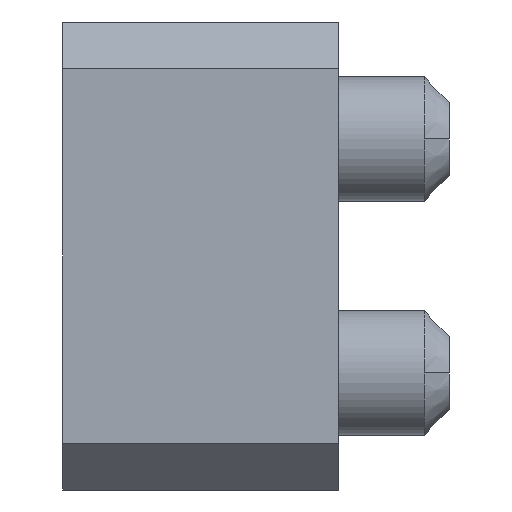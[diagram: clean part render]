
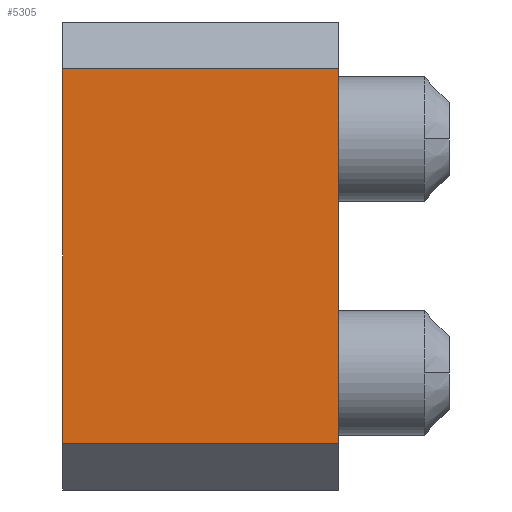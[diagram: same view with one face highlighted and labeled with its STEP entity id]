
A CAD part, left-side view. The second image highlights one B-rep face of the part: STEP entity #5305.
In plain terms, the highlighted planar face has unit normal (-1, 0, 0).
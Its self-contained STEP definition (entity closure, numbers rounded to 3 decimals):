
#2736=CARTESIAN_POINT('',(20.32,0.,2.03));
#2737=VERTEX_POINT('',#2736);
#2747=CARTESIAN_POINT('',(20.32,0.,-2.03));
#2748=VERTEX_POINT('',#2747);
#2749=CARTESIAN_POINT('',(20.32,0.,2.03));
#2750=DIRECTION('',(0.,0.,-1.));
#2751=VECTOR('',#2750,4.06);
#2752=LINE('',#2749,#2751);
#2753=EDGE_CURVE('',#2737,#2748,#2752,.T.);
#4180=CARTESIAN_POINT('',(20.32,3.,-2.03));
#4181=VERTEX_POINT('',#4180);
#4191=CARTESIAN_POINT('',(20.32,3.,2.03));
#4192=VERTEX_POINT('',#4191);
#4193=CARTESIAN_POINT('',(20.32,3.,-2.03));
#4194=DIRECTION('',(0.,0.,1.));
#4195=VECTOR('',#4194,4.06);
#4196=LINE('',#4193,#4195);
#4197=EDGE_CURVE('',#4181,#4192,#4196,.T.);
#5271=CARTESIAN_POINT('',(20.32,0.,-2.03));
#5272=CARTESIAN_POINT('',(20.32,0.6,-2.03));
#5273=CARTESIAN_POINT('',(20.32,1.2,-2.03));
#5274=CARTESIAN_POINT('',(20.32,1.8,-2.03));
#5275=CARTESIAN_POINT('',(20.32,2.4,-2.03));
#5276=CARTESIAN_POINT('',(20.32,3.,-2.03));
#5277=B_SPLINE_CURVE_WITH_KNOTS('',5,(#5271,#5272,#5273,#5274,#5275,#5276),.UNSPECIFIED.,.F.,.U.,(6,6),(0.,3.),.UNSPECIFIED.);
#5278=EDGE_CURVE('',#2748,#4181,#5277,.T.);
#5286=CARTESIAN_POINT('',(20.32,1.367,1.46));
#5287=DIRECTION('',(0.,-1.,0.));
#5288=DIRECTION('',(-1.,0.,0.));
#5289=AXIS2_PLACEMENT_3D('',#5286,#5288,#5287);
#5290=PLANE('',#5289);
#5291=ORIENTED_EDGE('',*,*,#4197,.F.);
#5292=ORIENTED_EDGE('',*,*,#5278,.F.);
#5293=ORIENTED_EDGE('',*,*,#2753,.F.);
#5294=CARTESIAN_POINT('',(20.32,0.,2.03));
#5295=CARTESIAN_POINT('',(20.32,0.6,2.03));
#5296=CARTESIAN_POINT('',(20.32,1.2,2.03));
#5297=CARTESIAN_POINT('',(20.32,1.8,2.03));
#5298=CARTESIAN_POINT('',(20.32,2.4,2.03));
#5299=CARTESIAN_POINT('',(20.32,3.,2.03));
#5300=B_SPLINE_CURVE_WITH_KNOTS('',5,(#5294,#5295,#5296,#5297,#5298,#5299),.UNSPECIFIED.,.F.,.U.,(6,6),(0.,3.),.UNSPECIFIED.);
#5301=EDGE_CURVE('',#2737,#4192,#5300,.T.);
#5302=ORIENTED_EDGE('',*,*,#5301,.T.);
#5303=EDGE_LOOP('',(#5291,#5292,#5293,#5302));
#5304=FACE_OUTER_BOUND('',#5303,.T.);
#5305=ADVANCED_FACE('',(#5304),#5290,.T.);
